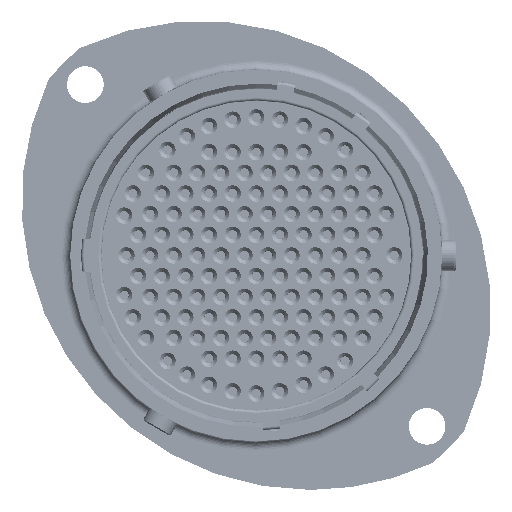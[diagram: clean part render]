
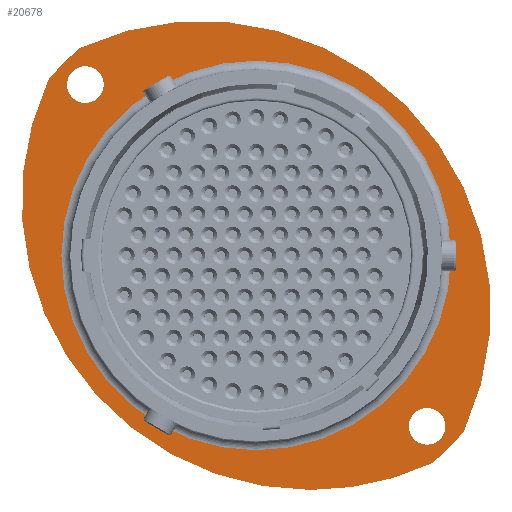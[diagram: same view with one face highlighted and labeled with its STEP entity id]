
A CAD part, left-side view. The second image highlights one B-rep face of the part: STEP entity #20678.
In plain terms, the highlighted planar face has unit normal (-1, 0, 0).
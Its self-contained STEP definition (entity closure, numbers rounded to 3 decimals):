
#1610 = CIRCLE ( 'NONE', #45740, 27.8 ) ;
#2729 = AXIS2_PLACEMENT_3D ( 'NONE', #25396, #15709, #79981 ) ;
#3633 = CARTESIAN_POINT ( 'NONE',  ( 15.22, 17.448, 17.448 ) ) ;
#4467 = CARTESIAN_POINT ( 'NONE',  ( 15.22, 0., 0. ) ) ;
#4606 = FACE_OUTER_BOUND ( 'NONE', #15540, .T. ) ;
#6959 = CARTESIAN_POINT ( 'NONE',  ( 15.22, 17.448, 15.573 ) ) ;
#10781 = ORIENTED_EDGE ( 'NONE', *, *, #90314, .T. ) ;
#12062 = ORIENTED_EDGE ( 'NONE', *, *, #23384, .T. ) ;
#12772 = AXIS2_PLACEMENT_3D ( 'NONE', #52614, #127011, #65614 ) ;
#13348 = AXIS2_PLACEMENT_3D ( 'NONE', #3633, #76875, #54770 ) ;
#14740 = DIRECTION ( 'NONE',  ( 1., 0., 0. ) ) ;
#15044 = CARTESIAN_POINT ( 'NONE',  ( 15.22, 21.203, 17.98 ) ) ;
#15540 = EDGE_LOOP ( 'NONE', ( #112940, #12062, #26278, #70533, #51511 ) ) ;
#15709 = DIRECTION ( 'NONE',  ( -1., 0., 0. ) ) ;
#15750 = AXIS2_PLACEMENT_3D ( 'NONE', #17189, #59280, #48932 ) ;
#15891 = EDGE_LOOP ( 'NONE', ( #86595, #62340 ) ) ;
#16986 = DIRECTION ( 'NONE',  ( 0., 0., -1. ) ) ;
#17189 = CARTESIAN_POINT ( 'NONE',  ( 15.22, -5.551, 5.551 ) ) ;
#19477 = AXIS2_PLACEMENT_3D ( 'NONE', #132467, #40077, #60071 ) ;
#20678 = ADVANCED_FACE ( 'NONE', ( #89520, #98491, #101207, #4606 ), #56385, .F. ) ;
#23384 = EDGE_CURVE ( 'NONE', #80153, #98290, #70900, .T. ) ;
#25396 = CARTESIAN_POINT ( 'NONE',  ( 15.22, -17.448, -17.448 ) ) ;
#26278 = ORIENTED_EDGE ( 'NONE', *, *, #93592, .T. ) ;
#28040 = CIRCLE ( 'NONE', #98454, 29.5 ) ;
#28451 = EDGE_LOOP ( 'NONE', ( #62036, #10781 ) ) ;
#29898 = CARTESIAN_POINT ( 'NONE',  ( 15.22, 5.551, -5.551 ) ) ;
#31060 = CIRCLE ( 'NONE', #13348, 1.875 ) ;
#33655 = EDGE_CURVE ( 'NONE', #36367, #49685, #40316, .T. ) ;
#34285 = EDGE_CURVE ( 'NONE', #74763, #81959, #108894, .T. ) ;
#36367 = VERTEX_POINT ( 'NONE', #125870 ) ;
#37497 = AXIS2_PLACEMENT_3D ( 'NONE', #87977, #14740, #85929 ) ;
#39475 = ORIENTED_EDGE ( 'NONE', *, *, #94387, .F. ) ;
#40077 = DIRECTION ( 'NONE',  ( -1., 0., 0. ) ) ;
#40316 = CIRCLE ( 'NONE', #60060, 29.5 ) ;
#43065 = VERTEX_POINT ( 'NONE', #117294 ) ;
#43090 = DIRECTION ( 'NONE',  ( 0., 0., -1. ) ) ;
#43479 = CARTESIAN_POINT ( 'NONE',  ( 15.22, 0., 19.895 ) ) ;
#45740 = AXIS2_PLACEMENT_3D ( 'NONE', #4467, #79051, #66531 ) ;
#46314 = DIRECTION ( 'NONE',  ( -1., 0., 0. ) ) ;
#47736 = EDGE_CURVE ( 'NONE', #128888, #80153, #28040, .T. ) ;
#48932 = DIRECTION ( 'NONE',  ( 0., 0., -1. ) ) ;
#49685 = VERTEX_POINT ( 'NONE', #103162 ) ;
#51511 = ORIENTED_EDGE ( 'NONE', *, *, #83375, .T. ) ;
#52614 = CARTESIAN_POINT ( 'NONE',  ( 15.22, 0., 0. ) ) ;
#53599 = ORIENTED_EDGE ( 'NONE', *, *, #57821, .F. ) ;
#54770 = DIRECTION ( 'NONE',  ( 0., 0., -1. ) ) ;
#56385 = PLANE ( 'NONE',  #88977 ) ;
#57331 = AXIS2_PLACEMENT_3D ( 'NONE', #109103, #46314, #67712 ) ;
#57821 = EDGE_CURVE ( 'NONE', #43065, #90654, #31060, .T. ) ;
#58911 = CARTESIAN_POINT ( 'NONE',  ( 15.22, 0., 0. ) ) ;
#59280 = DIRECTION ( 'NONE',  ( -1., 0., 0. ) ) ;
#60060 = AXIS2_PLACEMENT_3D ( 'NONE', #29898, #71986, #71324 ) ;
#60071 = DIRECTION ( 'NONE',  ( 0., 0., -1. ) ) ;
#62036 = ORIENTED_EDGE ( 'NONE', *, *, #34285, .T. ) ;
#62199 = CIRCLE ( 'NONE', #2729, 1.875 ) ;
#62340 = ORIENTED_EDGE ( 'NONE', *, *, #62396, .F. ) ;
#62396 = EDGE_CURVE ( 'NONE', #99464, #114554, #62199, .T. ) ;
#65110 = CARTESIAN_POINT ( 'NONE',  ( 15.22, -17.98, -21.203 ) ) ;
#65614 = DIRECTION ( 'NONE',  ( 0., 0., 1. ) ) ;
#66531 = DIRECTION ( 'NONE',  ( 0., 0., 1. ) ) ;
#67349 = EDGE_LOOP ( 'NONE', ( #39475, #53599 ) ) ;
#67712 = DIRECTION ( 'NONE',  ( 0., 0., -1. ) ) ;
#70533 = ORIENTED_EDGE ( 'NONE', *, *, #33655, .T. ) ;
#70900 = CIRCLE ( 'NONE', #15750, 29.5 ) ;
#71324 = DIRECTION ( 'NONE',  ( 0., 0., -1. ) ) ;
#71986 = DIRECTION ( 'NONE',  ( -1., 0., 0. ) ) ;
#74763 = VERTEX_POINT ( 'NONE', #120916 ) ;
#76875 = DIRECTION ( 'NONE',  ( -1., 0., 0. ) ) ;
#79051 = DIRECTION ( 'NONE',  ( -1., 0., 0. ) ) ;
#79981 = DIRECTION ( 'NONE',  ( 0., 0., -1. ) ) ;
#80153 = VERTEX_POINT ( 'NONE', #119078 ) ;
#81959 = VERTEX_POINT ( 'NONE', #43479 ) ;
#83375 = EDGE_CURVE ( 'NONE', #49685, #128888, #1610, .T. ) ;
#85929 = DIRECTION ( 'NONE',  ( 0., 0., -1. ) ) ;
#86595 = ORIENTED_EDGE ( 'NONE', *, *, #93724, .F. ) ;
#87977 = CARTESIAN_POINT ( 'NONE',  ( 15.22, 0., 0. ) ) ;
#87997 = CARTESIAN_POINT ( 'NONE',  ( 15.22, -17.448, -19.323 ) ) ;
#88977 = AXIS2_PLACEMENT_3D ( 'NONE', #109467, #111519, #16986 ) ;
#89335 = DIRECTION ( 'NONE',  ( 1., 0., 0. ) ) ;
#89520 = FACE_BOUND ( 'NONE', #28451, .T. ) ;
#90314 = EDGE_CURVE ( 'NONE', #81959, #74763, #105704, .T. ) ;
#90654 = VERTEX_POINT ( 'NONE', #6959 ) ;
#91931 = CARTESIAN_POINT ( 'NONE',  ( 15.22, -17.448, -15.573 ) ) ;
#93592 = EDGE_CURVE ( 'NONE', #98290, #36367, #107536, .T. ) ;
#93724 = EDGE_CURVE ( 'NONE', #114554, #99464, #118618, .T. ) ;
#94387 = EDGE_CURVE ( 'NONE', #90654, #43065, #103626, .T. ) ;
#95530 = CARTESIAN_POINT ( 'NONE',  ( 15.22, -5.551, 5.551 ) ) ;
#98290 = VERTEX_POINT ( 'NONE', #65110 ) ;
#98454 = AXIS2_PLACEMENT_3D ( 'NONE', #95530, #107886, #43090 ) ;
#98491 = FACE_BOUND ( 'NONE', #67349, .T. ) ;
#99464 = VERTEX_POINT ( 'NONE', #91931 ) ;
#101207 = FACE_BOUND ( 'NONE', #15891, .T. ) ;
#101720 = DIRECTION ( 'NONE',  ( 0., 0., -1. ) ) ;
#103162 = CARTESIAN_POINT ( 'NONE',  ( 15.22, 17.98, 21.203 ) ) ;
#103626 = CIRCLE ( 'NONE', #57331, 1.875 ) ;
#105704 = CIRCLE ( 'NONE', #37497, 19.895 ) ;
#107536 = CIRCLE ( 'NONE', #12772, 27.8 ) ;
#107886 = DIRECTION ( 'NONE',  ( -1., 0., 0. ) ) ;
#108894 = CIRCLE ( 'NONE', #126448, 19.895 ) ;
#109103 = CARTESIAN_POINT ( 'NONE',  ( 15.22, 17.448, 17.448 ) ) ;
#109467 = CARTESIAN_POINT ( 'NONE',  ( 15.22, 18.995, 0. ) ) ;
#111519 = DIRECTION ( 'NONE',  ( 1., 0., 0. ) ) ;
#112940 = ORIENTED_EDGE ( 'NONE', *, *, #47736, .T. ) ;
#114554 = VERTEX_POINT ( 'NONE', #87997 ) ;
#117294 = CARTESIAN_POINT ( 'NONE',  ( 15.22, 17.448, 19.323 ) ) ;
#118618 = CIRCLE ( 'NONE', #19477, 1.875 ) ;
#119078 = CARTESIAN_POINT ( 'NONE',  ( 15.22, -5.551, -23.949 ) ) ;
#120916 = CARTESIAN_POINT ( 'NONE',  ( 15.22, 0., -19.895 ) ) ;
#125870 = CARTESIAN_POINT ( 'NONE',  ( 15.22, -21.203, -17.98 ) ) ;
#126448 = AXIS2_PLACEMENT_3D ( 'NONE', #58911, #89335, #101720 ) ;
#127011 = DIRECTION ( 'NONE',  ( -1., 0., 0. ) ) ;
#128888 = VERTEX_POINT ( 'NONE', #15044 ) ;
#132467 = CARTESIAN_POINT ( 'NONE',  ( 15.22, -17.448, -17.448 ) ) ;
